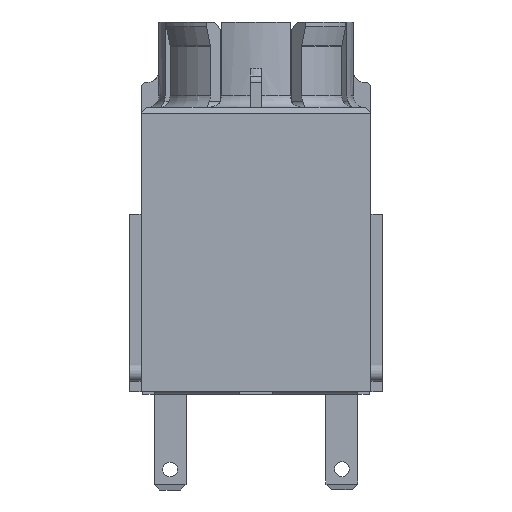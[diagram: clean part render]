
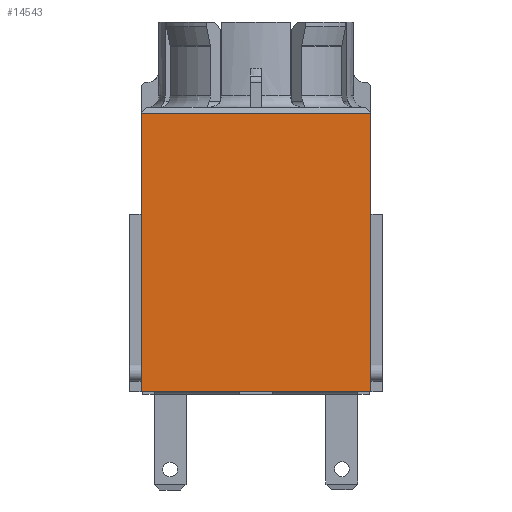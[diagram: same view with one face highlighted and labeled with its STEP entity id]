
A CAD part, front view. The second image highlights one B-rep face of the part: STEP entity #14543.
In plain terms, the highlighted planar face has unit normal (0, -1, 0).
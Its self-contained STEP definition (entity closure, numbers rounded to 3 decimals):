
#1466=FACE_OUTER_BOUND('',#2211,.T.);
#2211=EDGE_LOOP('',(#10950,#10951,#10952,#10953));
#3207=LINE('',#21895,#4945);
#3234=LINE('',#21945,#4972);
#3235=LINE('',#21947,#4973);
#3236=LINE('',#21948,#4974);
#4945=VECTOR('',#17202,10.);
#4972=VECTOR('',#17245,10.);
#4973=VECTOR('',#17248,10.);
#4974=VECTOR('',#17249,10.);
#6529=VERTEX_POINT('',#20838);
#6704=VERTEX_POINT('',#21893);
#6705=VERTEX_POINT('',#21894);
#6720=VERTEX_POINT('',#21941);
#8278=EDGE_CURVE('',#6704,#6705,#3207,.T.);
#8305=EDGE_CURVE('',#6529,#6720,#3234,.T.);
#8306=EDGE_CURVE('',#6704,#6529,#3235,.T.);
#8307=EDGE_CURVE('',#6705,#6720,#3236,.T.);
#10950=ORIENTED_EDGE('',*,*,#8305,.F.);
#10951=ORIENTED_EDGE('',*,*,#8306,.F.);
#10952=ORIENTED_EDGE('',*,*,#8278,.T.);
#10953=ORIENTED_EDGE('',*,*,#8307,.T.);
#13854=PLANE('',#15436);
#14543=ADVANCED_FACE('',(#1466),#13854,.T.);
#15436=AXIS2_PLACEMENT_3D('',#21946,#17246,#17247);
#17202=DIRECTION('',(1.,0.,0.));
#17245=DIRECTION('',(1.,0.,0.));
#17246=DIRECTION('center_axis',(0.,-1.,0.));
#17247=DIRECTION('ref_axis',(0.,0.,
1.));
#17248=DIRECTION('',(0.,0.,1.));
#17249=DIRECTION('',(0.,0.,1.));
#20838=CARTESIAN_POINT('',(-10.1,-11.1,24.8));
#21893=CARTESIAN_POINT('',(-10.1,-11.1,0.3));
#21894=CARTESIAN_POINT('',(10.1,-11.1,0.3));
#21895=CARTESIAN_POINT('',(-10.1,-11.1,0.3));
#21941=CARTESIAN_POINT('',(10.1,-11.1,24.8));
#21945=CARTESIAN_POINT('',(5.05,-11.1,24.8));
#21946=CARTESIAN_POINT('Origin',(10.1,-11.1,0.3));
#21947=CARTESIAN_POINT('',(-10.1,-11.1,0.3));
#21948=CARTESIAN_POINT('',(10.1,-11.1,0.3));
